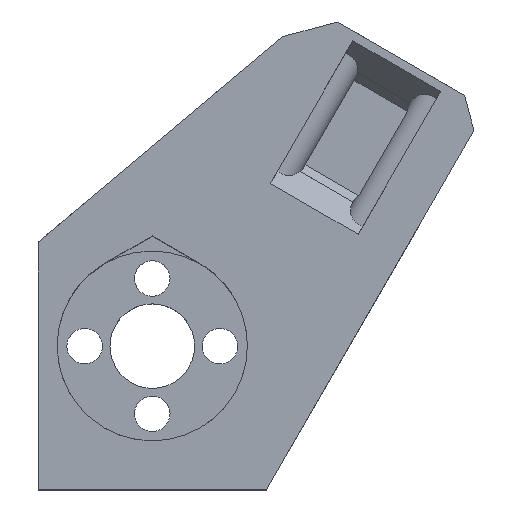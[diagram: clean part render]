
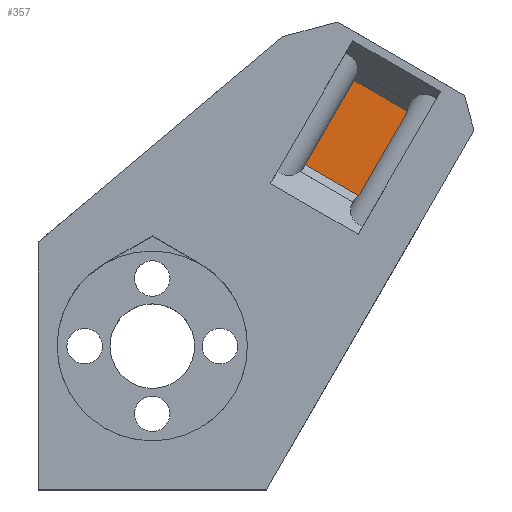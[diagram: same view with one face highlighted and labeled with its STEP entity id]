
A CAD part, top view. The second image highlights one B-rep face of the part: STEP entity #357.
In plain terms, the highlighted planar face has unit normal (0, 0, 1).
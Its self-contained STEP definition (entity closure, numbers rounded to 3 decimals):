
#21 = EDGE_CURVE('',#22,#24,#26,.T.);
#22 = VERTEX_POINT('',#23);
#23 = CARTESIAN_POINT('',(31.582,38.401,30.7));
#24 = VERTEX_POINT('',#25);
#25 = CARTESIAN_POINT('',(37.342,48.378,30.7));
#26 = SURFACE_CURVE('',#27,(#31,#42),.PCURVE_S1.);
#27 = LINE('',#28,#29);
#28 = CARTESIAN_POINT('',(39.837,52.699,30.7));
#29 = VECTOR('',#30,1.);
#30 = DIRECTION('',(0.5,0.866,0.));
#31 = PCURVE('',#32,#37);
#32 = CYLINDRICAL_SURFACE('',#33,2.);
#33 = AXIS2_PLACEMENT_3D('',#34,#35,#36);
#34 = CARTESIAN_POINT('',(38.126,53.687,31.01));
#35 = DIRECTION('',(0.5,0.866,0.));
#36 = DIRECTION('',(-0.866,0.5,0.));
#37 = DEFINITIONAL_REPRESENTATION('',(#38),#41);
#38 = B_SPLINE_CURVE_WITH_KNOTS('',1,(#39,#40),.UNSPECIFIED.,.F.,.F.,(2,
    2),(-22.,-0.538),.PIECEWISE_BEZIER_KNOTS.);
#39 = CARTESIAN_POINT('',(3.297,-22.));
#40 = CARTESIAN_POINT('',(3.297,-0.538));
#41 = ( GEOMETRIC_REPRESENTATION_CONTEXT(2) 
PARAMETRIC_REPRESENTATION_CONTEXT() REPRESENTATION_CONTEXT('2D SPACE',''
  ) );
#42 = PCURVE('',#43,#48);
#43 = PLANE('',#44);
#44 = AXIS2_PLACEMENT_3D('',#45,#46,#47);
#45 = CARTESIAN_POINT('',(37.529,41.619,30.7));
#46 = DIRECTION('',(0.,0.,-1.));
#47 = DIRECTION('',(-1.,0.,0.));
#48 = DEFINITIONAL_REPRESENTATION('',(#49),#52);
#49 = B_SPLINE_CURVE_WITH_KNOTS('',1,(#50,#51),.UNSPECIFIED.,.F.,.F.,(2,
    2),(-22.,-0.538),.PIECEWISE_BEZIER_KNOTS.);
#50 = CARTESIAN_POINT('',(8.692,-7.972));
#51 = CARTESIAN_POINT('',(-2.039,10.615));
#52 = ( GEOMETRIC_REPRESENTATION_CONTEXT(2) 
PARAMETRIC_REPRESENTATION_CONTEXT() REPRESENTATION_CONTEXT('2D SPACE',''
  ) );
#74 = PLANE('',#75);
#75 = AXIS2_PLACEMENT_3D('',#76,#77,#78);
#76 = CARTESIAN_POINT('',(37.678,34.31,31.195));
#77 = DIRECTION('',(0.354,0.612,0.707));
#78 = DIRECTION('',(0.866,-0.5,0.));
#260 = PLANE('',#261);
#261 = AXIS2_PLACEMENT_3D('',#262,#263,#264);
#262 = CARTESIAN_POINT('',(37.589,48.806,31.195));
#263 = DIRECTION('',(-0.354,-0.612,0.707));
#264 = DIRECTION('',(0.866,-0.5,0.));
#357 = ADVANCED_FACE('',(#358),#43,.F.);
#358 = FACE_BOUND('',#359,.F.);
#359 = EDGE_LOOP('',(#360,#361,#384,#410));
#360 = ORIENTED_EDGE('',*,*,#21,.T.);
#361 = ORIENTED_EDGE('',*,*,#362,.T.);
#362 = EDGE_CURVE('',#24,#363,#365,.T.);
#363 = VERTEX_POINT('',#364);
#364 = CARTESIAN_POINT('',(43.686,44.715,30.7));
#365 = SURFACE_CURVE('',#366,(#370,#377),.PCURVE_S1.);
#366 = LINE('',#367,#368);
#367 = CARTESIAN_POINT('',(37.342,48.378,30.7));
#368 = VECTOR('',#369,1.);
#369 = DIRECTION('',(0.866,-0.5,0.));
#370 = PCURVE('',#43,#371);
#371 = DEFINITIONAL_REPRESENTATION('',(#372),#376);
#372 = LINE('',#373,#374);
#373 = CARTESIAN_POINT('',(0.187,6.759));
#374 = VECTOR('',#375,1.);
#375 = DIRECTION('',(-0.866,-0.5));
#376 = ( GEOMETRIC_REPRESENTATION_CONTEXT(2) 
PARAMETRIC_REPRESENTATION_CONTEXT() REPRESENTATION_CONTEXT('2D SPACE',''
  ) );
#377 = PCURVE('',#260,#378);
#378 = DEFINITIONAL_REPRESENTATION('',(#379),#383);
#379 = LINE('',#380,#381);
#380 = CARTESIAN_POINT('',(0.,-0.7));
#381 = VECTOR('',#382,1.);
#382 = DIRECTION('',(1.,0.));
#383 = ( GEOMETRIC_REPRESENTATION_CONTEXT(2) 
PARAMETRIC_REPRESENTATION_CONTEXT() REPRESENTATION_CONTEXT('2D SPACE',''
  ) );
#384 = ORIENTED_EDGE('',*,*,#385,.F.);
#385 = EDGE_CURVE('',#386,#363,#388,.T.);
#386 = VERTEX_POINT('',#387);
#387 = CARTESIAN_POINT('',(37.926,34.738,30.7));
#388 = SURFACE_CURVE('',#389,(#393,#399),.PCURVE_S1.);
#389 = LINE('',#390,#391);
#390 = CARTESIAN_POINT('',(46.181,49.037,30.7));
#391 = VECTOR('',#392,1.);
#392 = DIRECTION('',(0.5,0.866,0.));
#393 = PCURVE('',#43,#394);
#394 = DEFINITIONAL_REPRESENTATION('',(#395),#398);
#395 = B_SPLINE_CURVE_WITH_KNOTS('',1,(#396,#397),.UNSPECIFIED.,.F.,.F.,
  (2,2),(-20.822,0.),.PIECEWISE_BEZIER_KNOTS.);
#396 = CARTESIAN_POINT('',(1.759,-10.615));
#397 = CARTESIAN_POINT('',(-8.652,7.418));
#398 = ( GEOMETRIC_REPRESENTATION_CONTEXT(2) 
PARAMETRIC_REPRESENTATION_CONTEXT() REPRESENTATION_CONTEXT('2D SPACE',''
  ) );
#399 = PCURVE('',#400,#405);
#400 = CYLINDRICAL_SURFACE('',#401,2.);
#401 = AXIS2_PLACEMENT_3D('',#402,#403,#404);
#402 = CARTESIAN_POINT('',(47.681,48.171,31.7));
#403 = DIRECTION('',(0.5,0.866,0.));
#404 = DIRECTION('',(-0.866,0.5,0.));
#405 = DEFINITIONAL_REPRESENTATION('',(#406),#409);
#406 = B_SPLINE_CURVE_WITH_KNOTS('',1,(#407,#408),.UNSPECIFIED.,.F.,.F.,
  (2,2),(-20.822,0.),.PIECEWISE_BEZIER_KNOTS.);
#407 = CARTESIAN_POINT('',(5.76,-20.822));
#408 = CARTESIAN_POINT('',(5.76,0.));
#409 = ( GEOMETRIC_REPRESENTATION_CONTEXT(2) 
PARAMETRIC_REPRESENTATION_CONTEXT() REPRESENTATION_CONTEXT('2D SPACE',''
  ) );
#410 = ORIENTED_EDGE('',*,*,#411,.T.);
#411 = EDGE_CURVE('',#386,#22,#412,.T.);
#412 = SURFACE_CURVE('',#413,(#417,#424),.PCURVE_S1.);
#413 = LINE('',#414,#415);
#414 = CARTESIAN_POINT('',(37.926,34.738,30.7));
#415 = VECTOR('',#416,1.);
#416 = DIRECTION('',(-0.866,0.5,0.));
#417 = PCURVE('',#43,#418);
#418 = DEFINITIONAL_REPRESENTATION('',(#419),#423);
#419 = LINE('',#420,#421);
#420 = CARTESIAN_POINT('',(-0.397,-6.88));
#421 = VECTOR('',#422,1.);
#422 = DIRECTION('',(0.866,0.5));
#423 = ( GEOMETRIC_REPRESENTATION_CONTEXT(2) 
PARAMETRIC_REPRESENTATION_CONTEXT() REPRESENTATION_CONTEXT('2D SPACE',''
  ) );
#424 = PCURVE('',#74,#425);
#425 = DEFINITIONAL_REPRESENTATION('',(#426),#430);
#426 = LINE('',#427,#428);
#427 = CARTESIAN_POINT('',(0.,0.7));
#428 = VECTOR('',#429,1.);
#429 = DIRECTION('',(-1.,0.));
#430 = ( GEOMETRIC_REPRESENTATION_CONTEXT(2) 
PARAMETRIC_REPRESENTATION_CONTEXT() REPRESENTATION_CONTEXT('2D SPACE',''
  ) );
